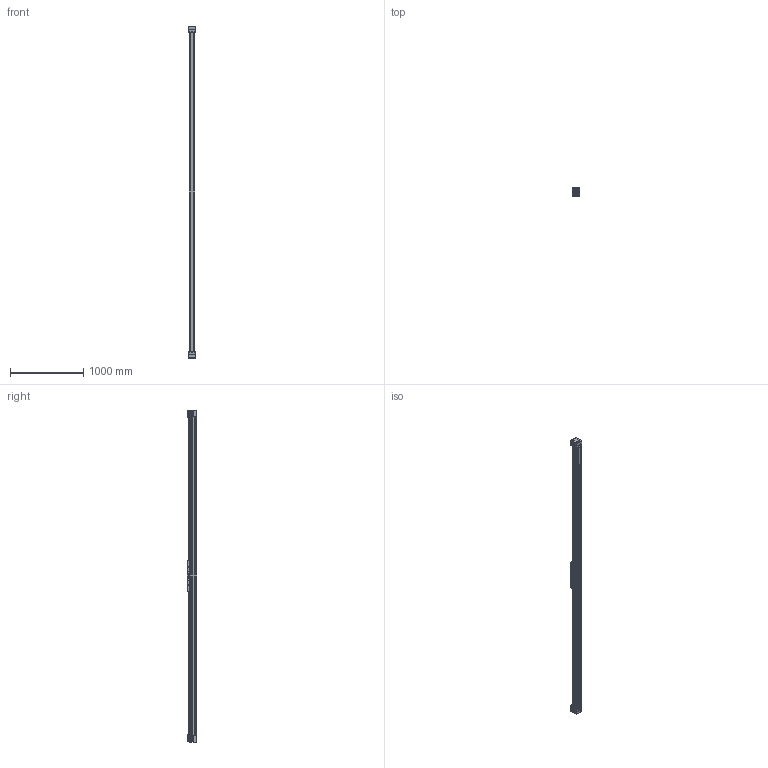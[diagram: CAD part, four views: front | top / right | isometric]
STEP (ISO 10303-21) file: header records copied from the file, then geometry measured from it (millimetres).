
FILE_DESCRIPTION (( 'STEP AP214' ), '1' );
FILE_NAME ('BLM80-3900-4524_Bondy.STEP', '2023-03-15T09:28:57', ( '' ), ( '' ), 'SwSTEP 2.0', 'SolidWorks 2023', '' );
FILE_SCHEMA (( 'AUTOMOTIVE_DESIGN' ));
Length unit declared in the file: millimetre
Products named in the file (1): BLM80-3900-4524_Bondy
Bounding box: 100 x 130 x 4524 mm (x, y, z)
Volume: 28065615.5 mm3; surface area: 4046554.2 mm2
Topology: 50 solids, 58 shells, 7777 faces, 22258 edges, 14694 vertices
Faces by surface type: plane 4519, cylinder 2930, torus 152, sphere 100, cone 52, bspline 24
Entity records: 344959 total; most frequent: CARTESIAN_POINT 51086, ORIENTED_EDGE 43908, DIRECTION 43652, EDGE_CURVE 21954, VECTOR 15192, LINE 15192, VERTEX_POINT 14502, AXIS2_PLACEMENT_3D 14230
